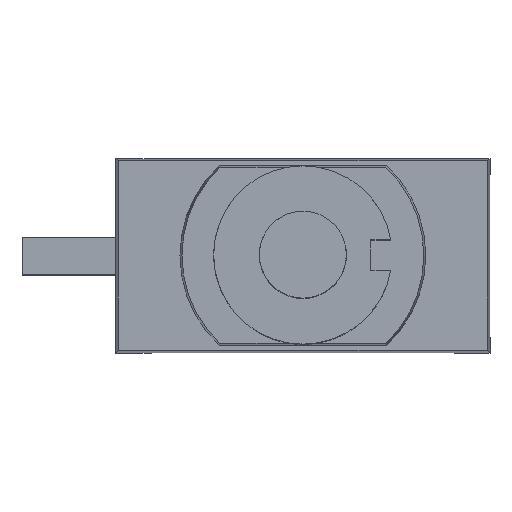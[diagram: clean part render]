
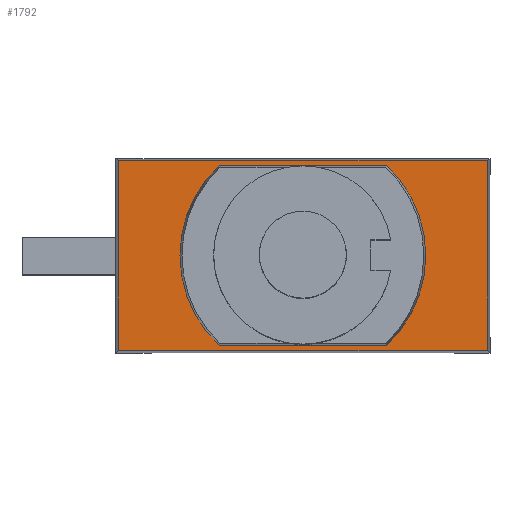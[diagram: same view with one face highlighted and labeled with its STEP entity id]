
A CAD part, top view. The second image highlights one B-rep face of the part: STEP entity #1792.
In plain terms, the highlighted planar face has unit normal (0, 0, 1).
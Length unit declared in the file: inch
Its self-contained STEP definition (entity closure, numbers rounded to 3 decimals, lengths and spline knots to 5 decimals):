
#26=FACE_BOUND('',#708,.T.);
#89=PLANE('',#1938);
#262=LINE('',#3204,#436);
#263=LINE('',#3219,#437);
#298=LINE('',#3293,#472);
#308=LINE('',#3312,#482);
#309=LINE('',#3315,#483);
#311=LINE('',#3318,#485);
#436=VECTOR('',#2271,0.3937);
#437=VECTOR('',#2278,0.3937);
#472=VECTOR('',#2337,0.3937);
#482=VECTOR('',#2357,0.3937);
#483=VECTOR('',#2360,0.3937);
#485=VECTOR('',#2364,0.3937);
#604=FACE_OUTER_BOUND('',#707,.T.);
#707=EDGE_LOOP('',(#1683,#1684,#1685,#1686));
#708=EDGE_LOOP('',(#1687,#1688,#1689,#1690));
#747=CIRCLE('',#1917,0.16417);
#748=CIRCLE('',#1920,0.16417);
#881=VERTEX_POINT('',#3199);
#882=VERTEX_POINT('',#3203);
#883=VERTEX_POINT('',#3209);
#884=VERTEX_POINT('',#3215);
#910=VERTEX_POINT('',#3290);
#911=VERTEX_POINT('',#3292);
#915=VERTEX_POINT('',#3310);
#916=VERTEX_POINT('',#3314);
#1120=EDGE_CURVE('',#882,#881,#262,.T.);
#1123=EDGE_CURVE('',#881,#883,#747,.T.);
#1125=EDGE_CURVE('',#883,#884,#263,.T.);
#1126=EDGE_CURVE('',#884,#882,#748,.T.);
#1161=EDGE_CURVE('',#910,#911,#298,.T.);
#1171=EDGE_CURVE('',#915,#910,#308,.T.);
#1172=EDGE_CURVE('',#911,#916,#309,.T.);
#1174=EDGE_CURVE('',#916,#915,#311,.T.);
#1683=ORIENTED_EDGE('',*,*,#1161,.F.);
#1684=ORIENTED_EDGE('',*,*,#1171,.F.);
#1685=ORIENTED_EDGE('',*,*,#1174,.F.);
#1686=ORIENTED_EDGE('',*,*,#1172,.F.);
#1687=ORIENTED_EDGE('',*,*,#1120,.T.);
#1688=ORIENTED_EDGE('',*,*,#1123,.T.);
#1689=ORIENTED_EDGE('',*,*,#1125,.T.);
#1690=ORIENTED_EDGE('',*,*,#1126,.T.);
#1792=ADVANCED_FACE('',(#604,#26),#89,.T.);
#1917=AXIS2_PLACEMENT_3D('',#3213,#2274,#2275);
#1920=AXIS2_PLACEMENT_3D('',#3221,#2281,#2282);
#1938=AXIS2_PLACEMENT_3D('',#3319,#2365,#2366);
#2271=DIRECTION('',(1.,0.,0.));
#2274=DIRECTION('center_axis',(0.,0.,-1.));
#2275=DIRECTION('ref_axis',(0.682,-0.731,0.));
#2278=DIRECTION('',(-1.,0.,0.));
#2281=DIRECTION('center_axis',(0.,0.,-1.));
#2282=DIRECTION('ref_axis',(-0.682,0.731,0.));
#2337=DIRECTION('',(0.,1.,0.));
#2357=DIRECTION('',(-1.,0.,0.));
#2360=DIRECTION('',(1.,0.,0.));
#2364=DIRECTION('',(0.,-1.,0.));
#2365=DIRECTION('center_axis',(0.,0.,1.));
#2366=DIRECTION('ref_axis',(1.,0.,0.));
#3199=CARTESIAN_POINT('',(0.11196,0.12008,0.40945));
#3203=CARTESIAN_POINT('',(-0.11196,0.12008,0.40945));
#3204=CARTESIAN_POINT('',(-0.05598,0.12008,0.40945));
#3209=CARTESIAN_POINT('',(0.11196,-0.12008,0.40945));
#3213=CARTESIAN_POINT('Origin',(0.,0.,
0.40945));
#3215=CARTESIAN_POINT('',(-0.11196,-0.12008,0.40945));
#3219=CARTESIAN_POINT('',(0.05598,-0.12008,0.40945));
#3221=CARTESIAN_POINT('Origin',(0.,0.,
0.40945));
#3290=CARTESIAN_POINT('',(-0.24643,-0.12635,0.40945));
#3292=CARTESIAN_POINT('',(-0.24643,0.12635,0.40945));
#3293=CARTESIAN_POINT('',(-0.24643,0.12992,0.40945));
#3310=CARTESIAN_POINT('',(0.24643,-0.12635,0.40945));
#3312=CARTESIAN_POINT('',(-0.25,-0.12635,0.40945));
#3314=CARTESIAN_POINT('',(0.24643,0.12635,0.40945));
#3315=CARTESIAN_POINT('',(0.25,0.12635,0.40945));
#3318=CARTESIAN_POINT('',(0.24643,-0.12992,0.40945));
#3319=CARTESIAN_POINT('Origin',(0.,0.,
0.40945));
